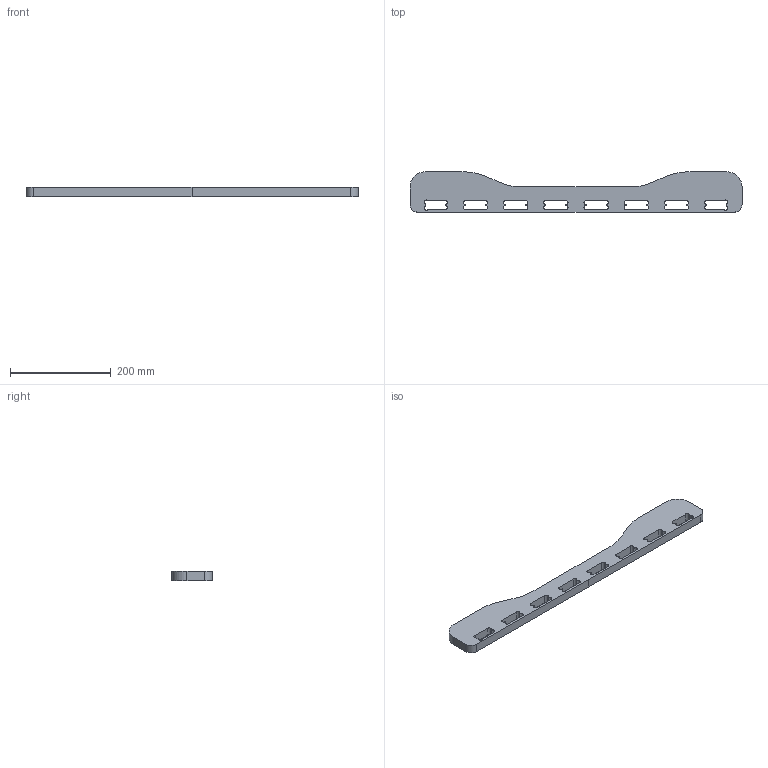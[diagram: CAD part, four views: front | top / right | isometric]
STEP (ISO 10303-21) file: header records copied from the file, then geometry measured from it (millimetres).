
FILE_DESCRIPTION(('CATIA V5 STEP Exchange'),'2;1');
FILE_NAME('PlanPied.stp','2018-11-01T13:25:01+00:00',('none'),('none'),'CATIA Version 5 Release 20 GA (IN-10)','CATIA V5 STEP AP203','none');
FILE_SCHEMA(('CONFIG_CONTROL_DESIGN'));
Length unit declared in the file: millimetre
Products named in the file (1): PlanPied
Bounding box: 660 x 80 x 18 mm (x, y, z)
Volume: 641139.4 mm3; surface area: 117257.4 mm2
Topology: 1 solids, 1 shells, 104 faces, 306 edges, 204 vertices
Faces by surface type: plane 56, cylinder 48
Entity records: 3344 total; most frequent: ORIENTED_EDGE 612, CARTESIAN_POINT 591, DIRECTION 466, EDGE_CURVE 306, VECTOR 206, LINE 206, VERTEX_POINT 204, AXIS2_PLACEMENT_3D 181
